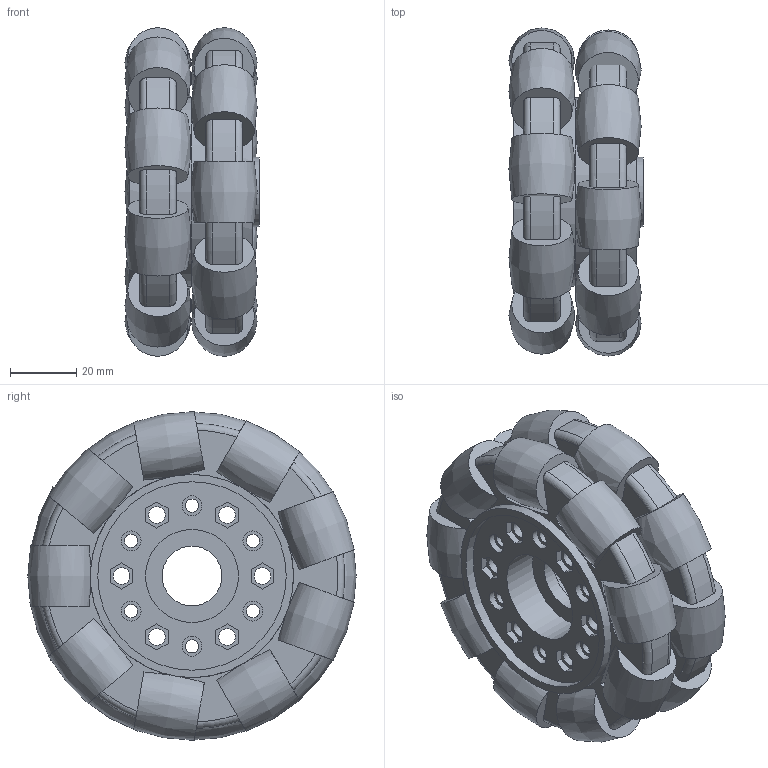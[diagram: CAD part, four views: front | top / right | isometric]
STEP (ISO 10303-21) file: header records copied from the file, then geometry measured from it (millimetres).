
FILE_DESCRIPTION(/* description */ (''),/* implementation_level */ '2;1');
FILE_NAME(/* name */ 'Roda Omni 100 mm.stp',/* time_stamp */ '2020-07-21T12:25:47+07:00',/* author */ ('Fahar Endra'),/* organization */ (''),/* preprocessor_version */ 'ST-DEVELOPER v16.5',/* originating_system */ 'Autodesk Inventor 2017',/* authorisation */ '');
FILE_SCHEMA (('AUTOMOTIVE_DESIGN { 1 0 10303 214 3 1 1 }'));
Length unit declared in the file: inch
Products named in the file (17): Roda Omni 100 mm; Dasar; Dasar_1; Roller; Roller_1; Roller_2; Roller_3; Roller_4; Roller_5; Roller_6; Roller_7; Roller_8; Roller_9; Roller_10; Roller_11; Roller_12; Roller_13
Assembly tree (20 placements, depth 2):
  Roda Omni 100 mm
    Dasar
    Dasar_1
    Roller
    Roller_12  x5
    Roller_1
    Roller_2
    Roller_3
    Roller_4
    Roller_5
    Roller_6
    Roller_7
    Roller_8
    Roller_9
    Roller_10
    Roller_11
    Roller_13
Bounding box: 40.43 x 98.98 x 98.99 mm (x, y, z)
Volume: 190417.7 mm3; surface area: 77602.2 mm2
Topology: 21 solids, 21 shells, 392 faces, 983 edges, 664 vertices
Faces by surface type: plane 217, cylinder 121, torus 36, bspline 18
Full cylindrical faces by diameter (mm): 4 x12, 5 x48, 6 x12, 18 x2, 21 x1, 28 x4, 56.8 x4, 61.221 x2
Entity records: 12181 total; most frequent: CARTESIAN_POINT 2583, DIRECTION 2024, ORIENTED_EDGE 1684, EDGE_CURVE 841, AXIS2_PLACEMENT_3D 832, VERTEX_POINT 611, EDGE_LOOP 606, CIRCLE 397
